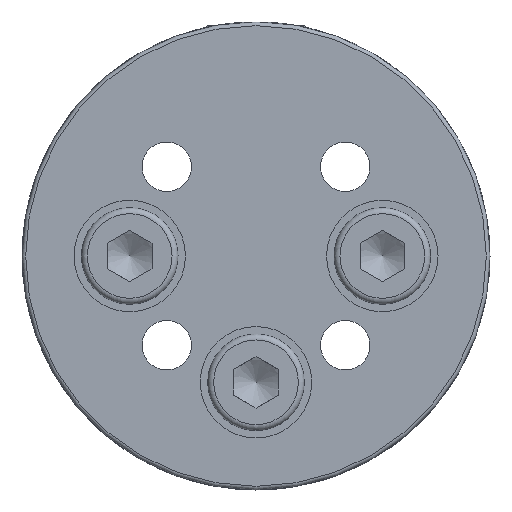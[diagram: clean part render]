
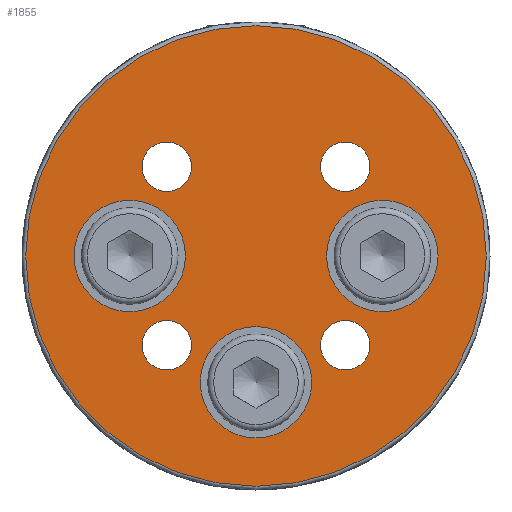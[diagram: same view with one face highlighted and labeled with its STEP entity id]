
A CAD part, front view. The second image highlights one B-rep face of the part: STEP entity #1855.
In plain terms, the highlighted planar face has unit normal (0, -1, 0).
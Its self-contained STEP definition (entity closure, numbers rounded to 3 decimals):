
#164=FACE_BOUND('',#640,.T.);
#165=FACE_BOUND('',#641,.T.);
#166=FACE_BOUND('',#642,.T.);
#167=FACE_BOUND('',#643,.T.);
#168=FACE_BOUND('',#644,.T.);
#169=FACE_BOUND('',#645,.T.);
#170=FACE_BOUND('',#646,.T.);
#195=PLANE('',#2097);
#526=FACE_OUTER_BOUND('',#639,.T.);
#639=EDGE_LOOP('',(#1456));
#640=EDGE_LOOP('',(#1457));
#641=EDGE_LOOP('',(#1458));
#642=EDGE_LOOP('',(#1459));
#643=EDGE_LOOP('',(#1460));
#644=EDGE_LOOP('',(#1461));
#645=EDGE_LOOP('',(#1462));
#646=EDGE_LOOP('',(#1463));
#747=CIRCLE('',#2035,3.324);
#749=CIRCLE('',#2038,3.324);
#751=CIRCLE('',#2041,3.324);
#753=CIRCLE('',#2044,3.324);
#756=CIRCLE('',#2049,7.5);
#760=CIRCLE('',#2056,7.5);
#764=CIRCLE('',#2063,7.5);
#782=CIRCLE('',#2095,31.);
#887=VERTEX_POINT('',#2883);
#889=VERTEX_POINT('',#2889);
#891=VERTEX_POINT('',#2895);
#893=VERTEX_POINT('',#2901);
#896=VERTEX_POINT('',#2910);
#900=VERTEX_POINT('',#2923);
#904=VERTEX_POINT('',#2936);
#930=VERTEX_POINT('',#3212);
#1061=EDGE_CURVE('',#887,#887,#747,.T.);
#1064=EDGE_CURVE('',#889,#889,#749,.T.);
#1067=EDGE_CURVE('',#891,#891,#751,.T.);
#1070=EDGE_CURVE('',#893,#893,#753,.T.);
#1074=EDGE_CURVE('',#896,#896,#756,.T.);
#1080=EDGE_CURVE('',#900,#900,#760,.T.);
#1086=EDGE_CURVE('',#904,#904,#764,.T.);
#1126=EDGE_CURVE('',#930,#930,#782,.T.);
#1456=ORIENTED_EDGE('',*,*,#1126,.T.);
#1457=ORIENTED_EDGE('',*,*,#1061,.T.);
#1458=ORIENTED_EDGE('',*,*,#1064,.T.);
#1459=ORIENTED_EDGE('',*,*,#1067,.T.);
#1460=ORIENTED_EDGE('',*,*,#1070,.T.);
#1461=ORIENTED_EDGE('',*,*,#1074,.T.);
#1462=ORIENTED_EDGE('',*,*,#1080,.T.);
#1463=ORIENTED_EDGE('',*,*,#1086,.T.);
#1855=ADVANCED_FACE('',(#526,#164,#165,#166,#167,#168,#169,#170),#195,.T.);
#2035=AXIS2_PLACEMENT_3D('',#2885,#2302,#2303);
#2038=AXIS2_PLACEMENT_3D('',#2891,#2309,#2310);
#2041=AXIS2_PLACEMENT_3D('',#2897,#2316,#2317);
#2044=AXIS2_PLACEMENT_3D('',#2903,#2323,#2324);
#2049=AXIS2_PLACEMENT_3D('',#2912,#2334,#2335);
#2056=AXIS2_PLACEMENT_3D('',#2925,#2350,#2351);
#2063=AXIS2_PLACEMENT_3D('',#2938,#2366,#2367);
#2095=AXIS2_PLACEMENT_3D('',#3213,#2439,#2440);
#2097=AXIS2_PLACEMENT_3D('',#3215,#2443,#2444);
#2302=DIRECTION('center_axis',(0.,1.,0.));
#2303=DIRECTION('ref_axis',(1.,0.,0.));
#2309=DIRECTION('center_axis',(0.,1.,0.));
#2310=DIRECTION('ref_axis',(1.,0.,0.));
#2316=DIRECTION('center_axis',(0.,1.,0.));
#2317=DIRECTION('ref_axis',(1.,0.,0.));
#2323=DIRECTION('center_axis',(0.,1.,0.));
#2324=DIRECTION('ref_axis',(1.,0.,0.));
#2334=DIRECTION('center_axis',(0.,1.,0.));
#2335=DIRECTION('ref_axis',(1.,0.,0.));
#2350=DIRECTION('center_axis',(0.,1.,0.));
#2351=DIRECTION('ref_axis',(1.,0.,0.));
#2366=DIRECTION('center_axis',(0.,1.,0.));
#2367=DIRECTION('ref_axis',(1.,0.,0.));
#2439=DIRECTION('center_axis',(0.,-1.,0.));
#2440=DIRECTION('ref_axis',(1.,0.,0.));
#2443=DIRECTION('center_axis',(0.,-1.,0.));
#2444=DIRECTION('ref_axis',(0.,0.,-1.));
#2883=CARTESIAN_POINT('',(-15.344,0.,-12.021));
#2885=CARTESIAN_POINT('Origin',(-12.021,0.,-12.021));
#2889=CARTESIAN_POINT('',(8.697,0.,12.021));
#2891=CARTESIAN_POINT('Origin',(12.021,0.,12.021));
#2895=CARTESIAN_POINT('',(-15.344,0.,12.021));
#2897=CARTESIAN_POINT('Origin',(-12.021,0.,12.021));
#2901=CARTESIAN_POINT('',(8.697,0.,-12.021));
#2903=CARTESIAN_POINT('Origin',(12.021,0.,-12.021));
#2910=CARTESIAN_POINT('',(-7.5,0.,-17.));
#2912=CARTESIAN_POINT('Origin',(0.,0.,-17.));
#2923=CARTESIAN_POINT('',(9.5,0.,0.));
#2925=CARTESIAN_POINT('Origin',(17.,0.,0.));
#2936=CARTESIAN_POINT('',(-24.5,0.,0.));
#2938=CARTESIAN_POINT('Origin',(-17.,0.,0.));
#3212=CARTESIAN_POINT('',(0.,0.,31.));
#3213=CARTESIAN_POINT('Origin',(0.,0.,0.));
#3215=CARTESIAN_POINT('Origin',(0.,0.,0.));
